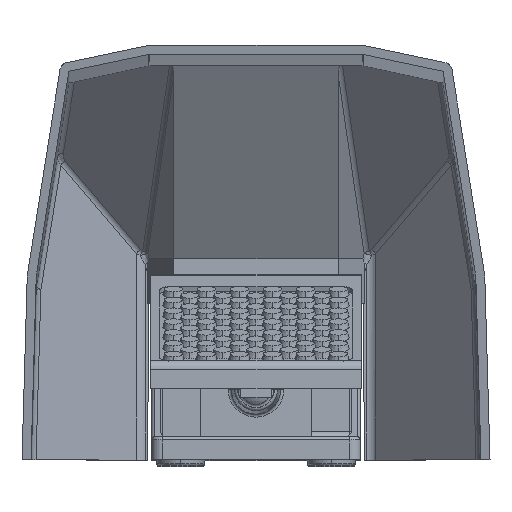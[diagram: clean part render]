
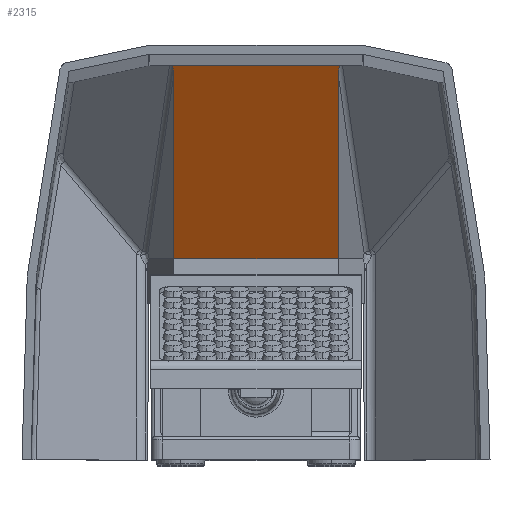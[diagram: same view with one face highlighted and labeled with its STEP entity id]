
A CAD part, top view. The second image highlights one B-rep face of the part: STEP entity #2315.
In plain terms, the highlighted planar face has unit normal (0, -0.528, 0.85).
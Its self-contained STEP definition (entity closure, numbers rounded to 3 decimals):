
#2315=ADVANCED_FACE('NONE',(#5016),#5017,.F.);
#5016=FACE_OUTER_BOUND('',#8232,.T.);
#5017=PLANE('',#8233);
#8232=EDGE_LOOP('',(#17162,#17163,#17164,#17165,#17166,#17167));
#8233=AXIS2_PLACEMENT_3D('',#17168,#17169,#17170);
#17162=ORIENTED_EDGE('',*,*,#21904,.F.);
#17163=ORIENTED_EDGE('',*,*,#21979,.T.);
#17164=ORIENTED_EDGE('',*,*,#21977,.T.);
#17165=ORIENTED_EDGE('',*,*,#21980,.T.);
#17166=ORIENTED_EDGE('',*,*,#21981,.F.);
#17167=ORIENTED_EDGE('',*,*,#21982,.T.);
#17168=CARTESIAN_POINT('',(103.613,214.833,211.337));
#17169=DIRECTION('',(0.0,0.528,-0.85));
#17170=DIRECTION('',(-1.0,0.0,0.0));
#21904=EDGE_CURVE('NONE',#26580,#26581,#26582,.T.);
#21977=EDGE_CURVE('NONE',#26686,#26691,#26693,.T.);
#21979=EDGE_CURVE('NONE',#26580,#26686,#26695,.T.);
#21980=EDGE_CURVE('NONE',#26691,#26696,#26697,.T.);
#21981=EDGE_CURVE('NONE',#26698,#26696,#26699,.T.);
#21982=EDGE_CURVE('NONE',#26698,#26581,#26700,.T.);
#26580=VERTEX_POINT('NONE',#34085);
#26581=VERTEX_POINT('NONE',#34086);
#26582=LINE('',#34087,#34088);
#26686=VERTEX_POINT('NONE',#34419);
#26691=VERTEX_POINT('NONE',#34435);
#26693=LINE('',#34438,#34439);
#26695=(B_SPLINE_CURVE(3,(#34442,#34443,#34444,#34445),.UNSPECIFIED.,.F.,.F.)B_SPLINE_CURVE_WITH_KNOTS((4,4),(0.472,1.058),.UNSPECIFIED.)RATIONAL_B_SPLINE_CURVE((1.0,0.972,0.972,1.0))BOUNDED_CURVE()REPRESENTATION_ITEM('')GEOMETRIC_REPRESENTATION_ITEM()CURVE());
#26696=VERTEX_POINT('NONE',#34452);
#26697=LINE('',#34453,#34454);
#26698=VERTEX_POINT('NONE',#34455);
#26699=LINE('',#34456,#34457);
#26700=(B_SPLINE_CURVE(3,(#34459,#34460,#34461,#34462),.UNSPECIFIED.,.F.,.F.)B_SPLINE_CURVE_WITH_KNOTS((4,4),(2.083,2.669),.UNSPECIFIED.)RATIONAL_B_SPLINE_CURVE((1.0,0.972,0.972,1.0))BOUNDED_CURVE()REPRESENTATION_ITEM('')GEOMETRIC_REPRESENTATION_ITEM()CURVE());
#34085=CARTESIAN_POINT('',(50.109,133.334,160.723));
#34086=CARTESIAN_POINT('',(105.769,133.334,160.723));
#34087=CARTESIAN_POINT('',(113.591,133.334,160.723));
#34088=VECTOR('',#39461,1000.0);
#34419=CARTESIAN_POINT('',(50.489,129.745,158.494));
#34435=CARTESIAN_POINT('',(50.489,69.0,120.768));
#34438=CARTESIAN_POINT('',(50.489,214.833,211.337));
#34439=VECTOR('',#39494,1000.0);
#34442=CARTESIAN_POINT('',(50.109,133.334,160.723));
#34443=CARTESIAN_POINT('',(50.359,132.51,160.211));
#34444=CARTESIAN_POINT('',(50.489,131.279,159.447));
#34445=CARTESIAN_POINT('',(50.489,129.745,158.494));
#34452=CARTESIAN_POINT('',(105.388,69.0,120.768));
#34453=CARTESIAN_POINT('',(103.613,69.0,120.768));
#34454=VECTOR('',#39495,1000.0);
#34455=CARTESIAN_POINT('',(105.388,129.745,158.494));
#34456=CARTESIAN_POINT('',(105.388,205.869,205.771));
#34457=VECTOR('',#39496,1000.0);
#34459=CARTESIAN_POINT('',(105.388,129.745,158.494));
#34460=CARTESIAN_POINT('',(105.388,131.279,159.447));
#34461=CARTESIAN_POINT('',(105.519,132.51,160.211));
#34462=CARTESIAN_POINT('',(105.769,133.334,160.723));
#39461=DIRECTION('',(1.0,0.,0.));
#39494=DIRECTION('',(0.,-0.85,-0.528));
#39495=DIRECTION('',(1.0,0.0,0.0));
#39496=DIRECTION('',(0.,-0.85,-0.528));
